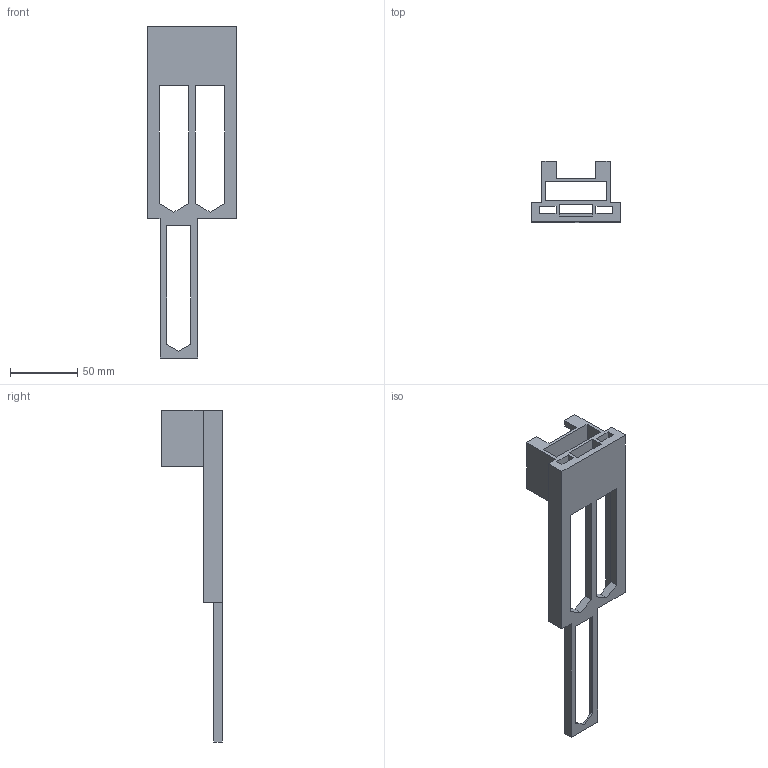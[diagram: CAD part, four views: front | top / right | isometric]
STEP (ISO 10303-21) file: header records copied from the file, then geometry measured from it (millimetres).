
FILE_DESCRIPTION(/* description */ (''),/* implementation_level */ '2;1');
FILE_NAME(/* name */ 'DHECElectronicChassisOmarv2 v4.stp',/* time_stamp */ '2021-05-04T16:28:43-04:00',/* author */ (''),/* organization */ (''),/* preprocessor_version */ 'ST-DEVELOPER v18.1',/* originating_system */ 'Autodesk Translation Framework v10.6.0.1341',/* authorisation */ '');
FILE_SCHEMA (('AUTOMOTIVE_DESIGN { 1 0 10303 214 3 1 1 }'));
Length unit declared in the file: inch
Products named in the file (1): DHEC_Electronic_Chassis_Omar_v2
Bounding box: 66.67 x 45.09 x 247.14 mm (x, y, z)
Volume: 74808.7 mm3; surface area: 41996.7 mm2
Topology: 1 solids, 1 shells, 66 faces, 199 edges, 132 vertices
Faces by surface type: plane 66
Entity records: 2257 total; most frequent: ORIENTED_EDGE 398, CARTESIAN_POINT 398, DIRECTION 333, LINE 199, VECTOR 199, EDGE_CURVE 199, VERTEX_POINT 132, EDGE_LOOP 77
